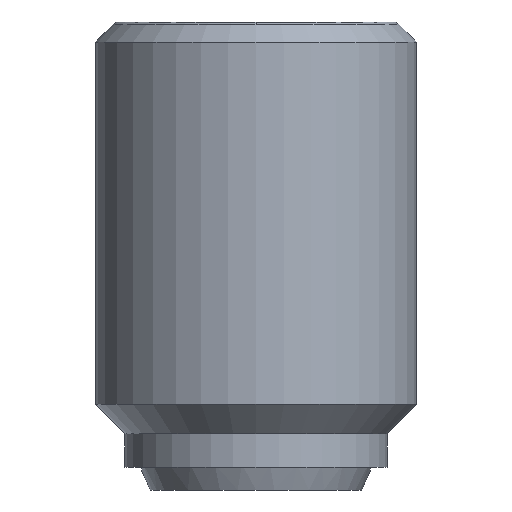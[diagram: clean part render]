
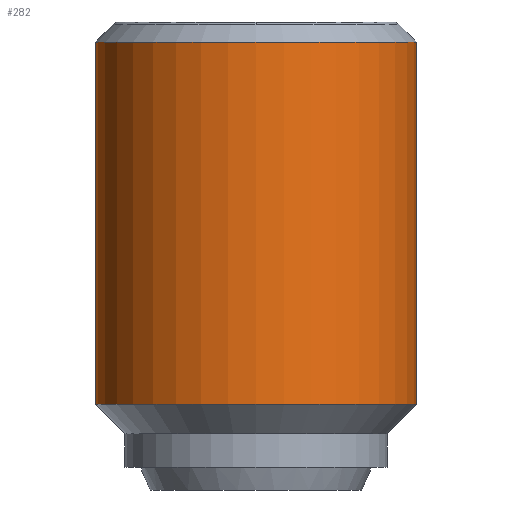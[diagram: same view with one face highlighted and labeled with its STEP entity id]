
A CAD part, front view. The second image highlights one B-rep face of the part: STEP entity #282.
In plain terms, the highlighted cylindrical face has radius 12 mm (diameter 24 mm), a partial arc.
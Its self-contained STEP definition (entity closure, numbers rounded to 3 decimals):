
#136=VERTEX_POINT('',#361);
#140=EDGE_CURVE('',#136,#196,#365,.T.);
#148=EDGE_CURVE('',#136,#340,#374,.T.);
#158=EDGE_CURVE('',#340,#290,#386,.T.);
#196=VERTEX_POINT('',#429);
#240=EDGE_CURVE('',#290,#196,#480,.T.);
#282=ADVANCED_FACE('',(#525),#526,.T.);
#290=VERTEX_POINT('',#535);
#340=VERTEX_POINT('',#589);
#361=CARTESIAN_POINT('',(-12.0,0.,-28.6));
#365=CIRCLE('',#617,12.0);
#374=LINE('',#637,#638);
#386=CIRCLE('',#651,12.0);
#429=CARTESIAN_POINT('',(12.0,0.,-28.6));
#480=LINE('',#777,#778);
#525=FACE_OUTER_BOUND('',#857,.T.);
#526=CYLINDRICAL_SURFACE('',#858,12.0);
#535=CARTESIAN_POINT('',(12.0,0.,-1.5));
#589=CARTESIAN_POINT('',(-12.0,0.,-1.5));
#617=AXIS2_PLACEMENT_3D('',#956,#957,#958);
#637=CARTESIAN_POINT('',(-12.0,0.,-15.05));
#638=VECTOR('',#967,1.0);
#651=AXIS2_PLACEMENT_3D('',#985,#986,#987);
#777=CARTESIAN_POINT('',(12.0,0.,-15.05));
#778=VECTOR('',#1118,1.0);
#857=EDGE_LOOP('',(#1158,#1159,#1160,#1161));
#858=AXIS2_PLACEMENT_3D('',#1162,#1163,#1164);
#956=CARTESIAN_POINT('',(0.,0.,-28.6));
#957=DIRECTION('',(0.0,0.0,1.0));
#958=DIRECTION('',(-1.0,0.,0.0));
#967=DIRECTION('',(0.0,0.0,1.0));
#985=CARTESIAN_POINT('',(0.,0.,-1.5));
#986=DIRECTION('',(0.0,0.0,1.0));
#987=DIRECTION('',(-1.0,0.,0.0));
#1118=DIRECTION('',(-0.0,-0.0,-1.0));
#1158=ORIENTED_EDGE('',*,*,#148,.F.);
#1159=ORIENTED_EDGE('',*,*,#140,.T.);
#1160=ORIENTED_EDGE('',*,*,#240,.F.);
#1161=ORIENTED_EDGE('',*,*,#158,.F.);
#1162=CARTESIAN_POINT('',(0.,0.,-15.05));
#1163=DIRECTION('',(-0.0,-0.0,-1.0));
#1164=DIRECTION('',(-1.0,0.,0.0));
